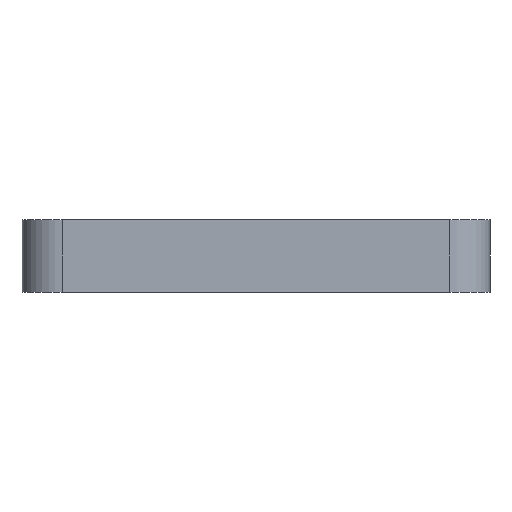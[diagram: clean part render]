
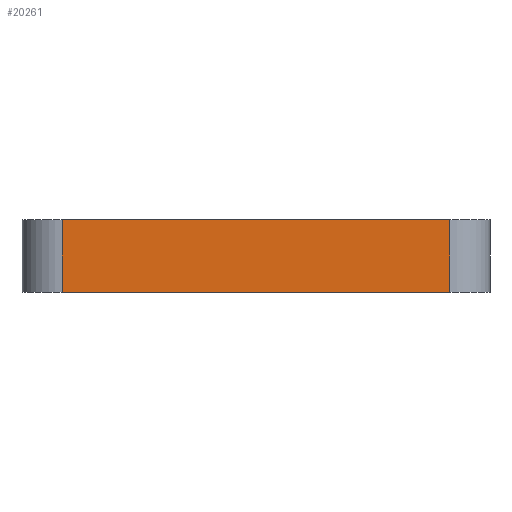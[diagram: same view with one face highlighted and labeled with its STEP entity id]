
A CAD part, left-side view. The second image highlights one B-rep face of the part: STEP entity #20261.
In plain terms, the highlighted planar face has unit normal (-1, 0, 0).
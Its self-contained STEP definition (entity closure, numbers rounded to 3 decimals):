
#421 = VECTOR ( 'NONE', #15649, 1000. ) ;
#876 = LINE ( 'NONE', #12370, #23112 ) ;
#3145 = CARTESIAN_POINT ( 'NONE',  ( -2., 8.62, 1.8 ) ) ;
#3863 = DIRECTION ( 'NONE',  ( 0., -1., 0. ) ) ;
#4015 = VERTEX_POINT ( 'NONE', #6602 ) ;
#4710 = DIRECTION ( 'NONE',  ( 0., 0., -1. ) ) ;
#5066 = DIRECTION ( 'NONE',  ( 1., 0., 0. ) ) ;
#5546 = AXIS2_PLACEMENT_3D ( 'NONE', #14150, #5066, #21129 ) ;
#6098 = ORIENTED_EDGE ( 'NONE', *, *, #15879, .F. ) ;
#6602 = CARTESIAN_POINT ( 'NONE',  ( -2., -1., 1.8 ) ) ;
#8355 = LINE ( 'NONE', #21188, #421 ) ;
#8505 = ORIENTED_EDGE ( 'NONE', *, *, #20263, .T. ) ;
#8509 = ORIENTED_EDGE ( 'NONE', *, *, #18142, .T. ) ;
#9006 = LINE ( 'NONE', #21834, #23059 ) ;
#10679 = LINE ( 'NONE', #3145, #14201 ) ;
#12370 = CARTESIAN_POINT ( 'NONE',  ( -2., 8.62, 1.8 ) ) ;
#12623 = EDGE_LOOP ( 'NONE', ( #8509, #21386, #6098, #8505 ) ) ;
#13783 = EDGE_CURVE ( 'NONE', #4015, #15859, #8355, .T. ) ;
#13802 = PLANE ( 'NONE',  #5546 ) ;
#14150 = CARTESIAN_POINT ( 'NONE',  ( -2., 8.62, 1.8 ) ) ;
#14201 = VECTOR ( 'NONE', #21467, 1000. ) ;
#15649 = DIRECTION ( 'NONE',  ( 0., 0., -1. ) ) ;
#15692 = CARTESIAN_POINT ( 'NONE',  ( -2., -1., 0. ) ) ;
#15859 = VERTEX_POINT ( 'NONE', #15692 ) ;
#15879 = EDGE_CURVE ( 'NONE', #16651, #4015, #10679, .T. ) ;
#16651 = VERTEX_POINT ( 'NONE', #18574 ) ;
#17188 = CARTESIAN_POINT ( 'NONE',  ( -2., 8.62, 0. ) ) ;
#17405 = FACE_OUTER_BOUND ( 'NONE', #12623, .T. ) ;
#17860 = VERTEX_POINT ( 'NONE', #17188 ) ;
#18142 = EDGE_CURVE ( 'NONE', #17860, #15859, #9006, .T. ) ;
#18574 = CARTESIAN_POINT ( 'NONE',  ( -2., 8.62, 1.8 ) ) ;
#20261 = ADVANCED_FACE ( 'NONE', ( #17405 ), #13802, .F. ) ;
#20263 = EDGE_CURVE ( 'NONE', #16651, #17860, #876, .T. ) ;
#21129 = DIRECTION ( 'NONE',  ( 0., 1., 0. ) ) ;
#21188 = CARTESIAN_POINT ( 'NONE',  ( -2., -1., 1.8 ) ) ;
#21386 = ORIENTED_EDGE ( 'NONE', *, *, #13783, .F. ) ;
#21467 = DIRECTION ( 'NONE',  ( 0., -1., 0. ) ) ;
#21834 = CARTESIAN_POINT ( 'NONE',  ( -2., 8.62, 0. ) ) ;
#23059 = VECTOR ( 'NONE', #3863, 1000. ) ;
#23112 = VECTOR ( 'NONE', #4710, 1000. ) ;
